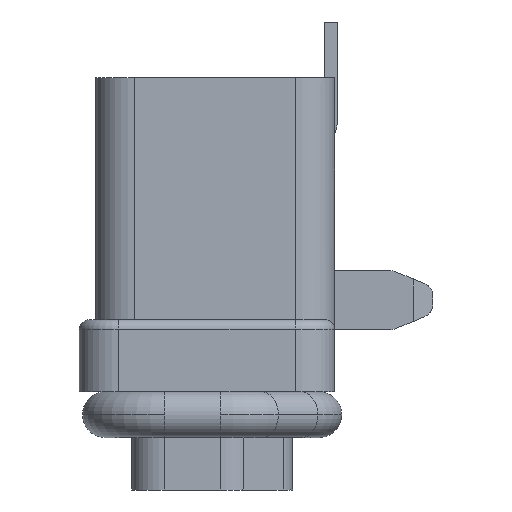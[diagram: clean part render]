
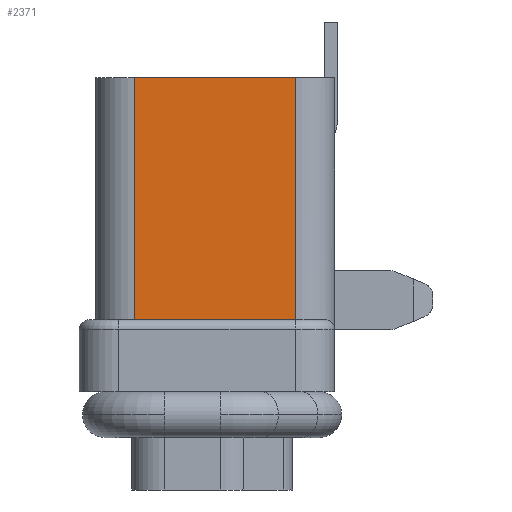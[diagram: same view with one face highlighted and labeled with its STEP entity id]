
A CAD part, left-side view. The second image highlights one B-rep face of the part: STEP entity #2371.
In plain terms, the highlighted planar face has unit normal (-1, 0, 0).
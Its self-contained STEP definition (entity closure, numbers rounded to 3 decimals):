
#406 = CARTESIAN_POINT ( 'NONE',  ( -4.3, 1.18, 2.05 ) ) ;
#721 = ORIENTED_EDGE ( 'NONE', *, *, #8277, .T. ) ;
#827 = EDGE_CURVE ( 'NONE', #2104, #3981, #1847, .T. ) ;
#1144 = VECTOR ( 'NONE', #5488, 1000. ) ;
#1278 = CARTESIAN_POINT ( 'NONE',  ( -4.3, 1.18, 5.75 ) ) ;
#1704 = ORIENTED_EDGE ( 'NONE', *, *, #827, .T. ) ;
#1847 = LINE ( 'NONE', #4590, #1144 ) ;
#2060 = VECTOR ( 'NONE', #9461, 1000. ) ;
#2094 = LINE ( 'NONE', #2262, #6523 ) ;
#2104 = VERTEX_POINT ( 'NONE', #1278 ) ;
#2176 = LINE ( 'NONE', #5823, #2060 ) ;
#2262 = CARTESIAN_POINT ( 'NONE',  ( -4.3, -1.27, 2.05 ) ) ;
#2294 = ORIENTED_EDGE ( 'NONE', *, *, #3439, .F. ) ;
#2371 = ADVANCED_FACE ( 'NONE', ( #10063 ), #5465, .F. ) ;
#2778 = EDGE_LOOP ( 'NONE', ( #5195, #721, #1704, #2294 ) ) ;
#2829 = DIRECTION ( 'NONE',  ( 0., 1., 0. ) ) ;
#3070 = VERTEX_POINT ( 'NONE', #8287 ) ;
#3439 = EDGE_CURVE ( 'NONE', #6600, #3981, #2094, .T. ) ;
#3981 = VERTEX_POINT ( 'NONE', #406 ) ;
#4440 = AXIS2_PLACEMENT_3D ( 'NONE', #4559, #11009, #2829 ) ;
#4559 = CARTESIAN_POINT ( 'NONE',  ( -4.3, -1.87, 5.75 ) ) ;
#4590 = CARTESIAN_POINT ( 'NONE',  ( -4.3, 1.18, 5.75 ) ) ;
#5195 = ORIENTED_EDGE ( 'NONE', *, *, #9371, .T. ) ;
#5465 = PLANE ( 'NONE',  #4440 ) ;
#5488 = DIRECTION ( 'NONE',  ( 0., 0., -1. ) ) ;
#5823 = CARTESIAN_POINT ( 'NONE',  ( -4.3, -1.27, 2.05 ) ) ;
#6119 = CARTESIAN_POINT ( 'NONE',  ( -4.3, -1.27, 5.75 ) ) ;
#6183 = DIRECTION ( 'NONE',  ( 0., 1., 0. ) ) ;
#6523 = VECTOR ( 'NONE', #8489, 1000. ) ;
#6600 = VERTEX_POINT ( 'NONE', #8347 ) ;
#7734 = LINE ( 'NONE', #6119, #10484 ) ;
#8277 = EDGE_CURVE ( 'NONE', #3070, #2104, #7734, .T. ) ;
#8287 = CARTESIAN_POINT ( 'NONE',  ( -4.3, -1.27, 5.75 ) ) ;
#8347 = CARTESIAN_POINT ( 'NONE',  ( -4.3, -1.27, 2.05 ) ) ;
#8489 = DIRECTION ( 'NONE',  ( 0., 1., 0. ) ) ;
#9371 = EDGE_CURVE ( 'NONE', #6600, #3070, #2176, .T. ) ;
#9461 = DIRECTION ( 'NONE',  ( 0., 0., 1. ) ) ;
#10063 = FACE_OUTER_BOUND ( 'NONE', #2778, .T. ) ;
#10484 = VECTOR ( 'NONE', #6183, 1000. ) ;
#11009 = DIRECTION ( 'NONE',  ( 1., 0., 0. ) ) ;
